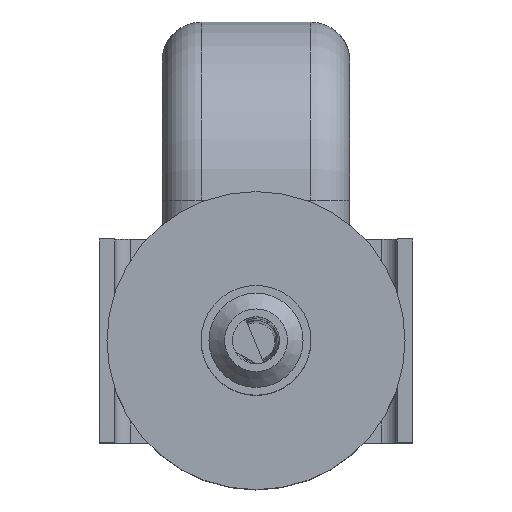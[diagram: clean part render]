
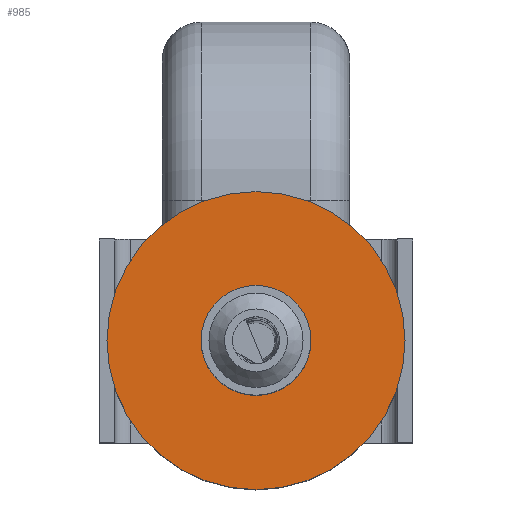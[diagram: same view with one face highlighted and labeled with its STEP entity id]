
A CAD part, top view. The second image highlights one B-rep face of the part: STEP entity #985.
In plain terms, the highlighted planar face has unit normal (0, 0, 1).
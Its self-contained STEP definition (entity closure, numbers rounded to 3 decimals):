
#985=ADVANCED_FACE('',(#2798,#2800),#2802,.T.);
#2798=FACE_BOUND('',#2799,.T.);
#2799=EDGE_LOOP('',(#9954));
#2800=FACE_BOUND('',#2801,.T.);
#2801=EDGE_LOOP('',(#9955));
#2802=PLANE('',#2803);
#2803=AXIS2_PLACEMENT_3D('',#2804,#2805,#2806);
#2804=CARTESIAN_POINT('',(0.,0.,-24.));
#2805=DIRECTION('',(0.,0.,1.));
#2806=DIRECTION('',(1.,0.,0.));
#9954=ORIENTED_EDGE('',*,*,#11506,.T.);
#9955=ORIENTED_EDGE('',*,*,#11505,.F.);
#11505=EDGE_CURVE('',#12300,#12300,#12301,.T.);
#11506=EDGE_CURVE('',#12302,#12302,#12303,.T.);
#12300=VERTEX_POINT('',#13686);
#12301=CIRCLE('',#13687,7.);
#12302=VERTEX_POINT('',#13691);
#12303=CIRCLE('',#13692,19.);
#13686=CARTESIAN_POINT('',(7.,0.,-24.));
#13687=AXIS2_PLACEMENT_3D('',#13688,#13689,#13690);
#13688=CARTESIAN_POINT('',(0.,0.,-24.));
#13689=DIRECTION('',(0.,0.,1.));
#13690=DIRECTION('',(1.,0.,0.));
#13691=CARTESIAN_POINT('',(19.,0.,-24.));
#13692=AXIS2_PLACEMENT_3D('',#13693,#13694,#13695);
#13693=CARTESIAN_POINT('',(0.,0.,-24.));
#13694=DIRECTION('',(0.,0.,1.));
#13695=DIRECTION('',(1.,0.,0.));
